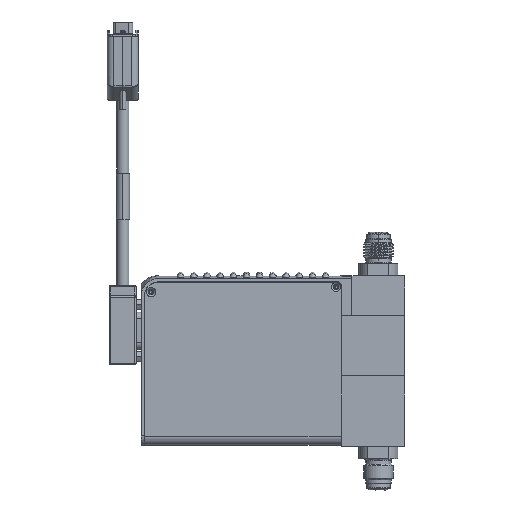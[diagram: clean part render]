
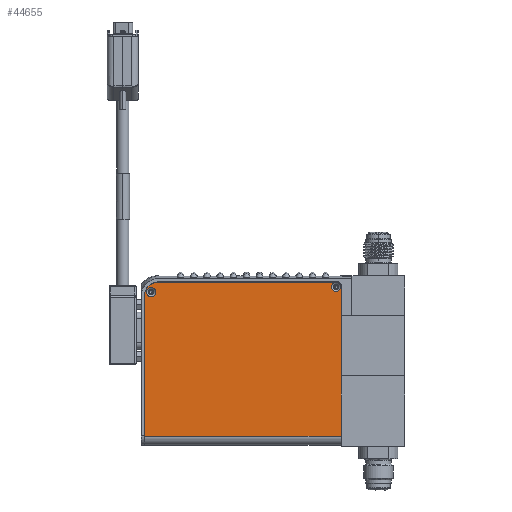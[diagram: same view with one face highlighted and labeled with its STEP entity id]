
A CAD part, left-side view. The second image highlights one B-rep face of the part: STEP entity #44655.
In plain terms, the highlighted planar face has unit normal (-1, 0, 0).
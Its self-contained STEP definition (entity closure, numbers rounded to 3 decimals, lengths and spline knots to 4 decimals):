
#41 = ORIENTED_EDGE ( 'NONE', *, *, #62569, .F. ) ;
#972 = ORIENTED_EDGE ( 'NONE', *, *, #21860, .T. ) ;
#2205 = EDGE_LOOP ( 'NONE', ( #972, #4328 ) ) ;
#2238 = ORIENTED_EDGE ( 'NONE', *, *, #60216, .F. ) ;
#2339 = VERTEX_POINT ( 'NONE', #44641 ) ;
#3761 = VERTEX_POINT ( 'NONE', #28150 ) ;
#4216 = EDGE_LOOP ( 'NONE', ( #46048, #67364 ) ) ;
#4314 = VERTEX_POINT ( 'NONE', #34496 ) ;
#4323 = ORIENTED_EDGE ( 'NONE', *, *, #14901, .F. ) ;
#4328 = ORIENTED_EDGE ( 'NONE', *, *, #71596, .T. ) ;
#5254 = CARTESIAN_POINT ( 'NONE',  ( -0.4027, 0.7761, -0.21 ) ) ;
#5422 = CARTESIAN_POINT ( 'NONE',  ( -0.4027, 0.7411, -0.122 ) ) ;
#7547 = DIRECTION ( 'NONE',  ( 0., 1., 0. ) ) ;
#8401 = CARTESIAN_POINT ( 'NONE',  ( -0.4027, 4.4091, -3.041 ) ) ;
#9442 = CARTESIAN_POINT ( 'NONE',  ( -0.4027, 4.4091, -3.041 ) ) ;
#9960 = FACE_OUTER_BOUND ( 'NONE', #47280, .T. ) ;
#10353 = DIRECTION ( 'NONE',  ( 1., 0., 0. ) ) ;
#12246 = DIRECTION ( 'NONE',  ( 1., 0., 0. ) ) ;
#13749 = CARTESIAN_POINT ( 'NONE',  ( -0.4027, 4.3661, -0.312 ) ) ;
#14112 = CIRCLE ( 'NONE', #74916, 0.27 ) ;
#14901 = EDGE_CURVE ( 'NONE', #50794, #2339, #68850, .T. ) ;
#18213 = EDGE_CURVE ( 'NONE', #43410, #72915, #74052, .T. ) ;
#19691 = DIRECTION ( 'NONE',  ( 1., 0., 0. ) ) ;
#19883 = DIRECTION ( 'NONE',  ( 0., 1., 0. ) ) ;
#21860 = EDGE_CURVE ( 'NONE', #34109, #31265, #49776, .T. ) ;
#21958 = ORIENTED_EDGE ( 'NONE', *, *, #72528, .F. ) ;
#23159 = DIRECTION ( 'NONE',  ( 1., 0., 0. ) ) ;
#26841 = CARTESIAN_POINT ( 'NONE',  ( -0.4027, 4.2801, -0.312 ) ) ;
#27667 = CARTESIAN_POINT ( 'NONE',  ( -0.4027, 4.4091, -0.122 ) ) ;
#27909 = DIRECTION ( 'NONE',  ( 0., 1., 0. ) ) ;
#28150 = CARTESIAN_POINT ( 'NONE',  ( -0.4027, 0.6781, -3.041 ) ) ;
#28179 = CIRCLE ( 'NONE', #70377, 0.086 ) ;
#28560 = AXIS2_PLACEMENT_3D ( 'NONE', #31927, #43554, #54840 ) ;
#28619 = FACE_BOUND ( 'NONE', #4216, .T. ) ;
#30154 = VECTOR ( 'NONE', #27909, 39.3701 ) ;
#31265 = VERTEX_POINT ( 'NONE', #43952 ) ;
#31414 = CARTESIAN_POINT ( 'NONE',  ( -0.4027, 4.4091, -0.392 ) ) ;
#31927 = CARTESIAN_POINT ( 'NONE',  ( -0.4027, 0.7761, -0.21 ) ) ;
#32028 = VECTOR ( 'NONE', #37922, 39.3701 ) ;
#34109 = VERTEX_POINT ( 'NONE', #13749 ) ;
#34496 = CARTESIAN_POINT ( 'NONE',  ( -0.4027, 4.1391, -0.122 ) ) ;
#34837 = AXIS2_PLACEMENT_3D ( 'NONE', #26841, #61410, #19883 ) ;
#35331 = AXIS2_PLACEMENT_3D ( 'NONE', #66219, #37831, #7547 ) ;
#35597 = EDGE_CURVE ( 'NONE', #65825, #61455, #56181, .T. ) ;
#36434 = VECTOR ( 'NONE', #43961, 39.3701 ) ;
#37831 = DIRECTION ( 'NONE',  ( 1., 0., 0. ) ) ;
#37922 = DIRECTION ( 'NONE',  ( 0., 0., 1. ) ) ;
#41757 = DIRECTION ( 'NONE',  ( 0., 1., 0. ) ) ;
#42442 = LINE ( 'NONE', #66153, #43982 ) ;
#43410 = VERTEX_POINT ( 'NONE', #70424 ) ;
#43554 = DIRECTION ( 'NONE',  ( 1., 0., 0. ) ) ;
#43952 = CARTESIAN_POINT ( 'NONE',  ( -0.4027, 4.1941, -0.312 ) ) ;
#43961 = DIRECTION ( 'NONE',  ( 0., -1., 0. ) ) ;
#43982 = VECTOR ( 'NONE', #60336, 39.3701 ) ;
#44641 = CARTESIAN_POINT ( 'NONE',  ( -0.4027, 0.6781, -0.185 ) ) ;
#44655 = ADVANCED_FACE ( 'NONE', ( #9960, #57367, #28619 ), #56982, .F. ) ;
#45677 = CARTESIAN_POINT ( 'NONE',  ( -0.4027, 4.4091, -3.041 ) ) ;
#46048 = ORIENTED_EDGE ( 'NONE', *, *, #75336, .T. ) ;
#46458 = DIRECTION ( 'NONE',  ( 0., 0., -1. ) ) ;
#47280 = EDGE_LOOP ( 'NONE', ( #4323, #41, #53140, #59725, #21958, #2238 ) ) ;
#49122 = DIRECTION ( 'NONE',  ( 0., 0., 1. ) ) ;
#49142 = CARTESIAN_POINT ( 'NONE',  ( -0.4027, 4.1391, -0.392 ) ) ;
#49776 = CIRCLE ( 'NONE', #34837, 0.086 ) ;
#50794 = VERTEX_POINT ( 'NONE', #5422 ) ;
#51693 = AXIS2_PLACEMENT_3D ( 'NONE', #5254, #23159, #49122 ) ;
#52319 = LINE ( 'NONE', #69448, #30154 ) ;
#53140 = ORIENTED_EDGE ( 'NONE', *, *, #55991, .F. ) ;
#54840 = DIRECTION ( 'NONE',  ( 0., 0., 1. ) ) ;
#55991 = EDGE_CURVE ( 'NONE', #61455, #4314, #14112, .T. ) ;
#56145 = CARTESIAN_POINT ( 'NONE',  ( -0.4027, 4.2801, -0.312 ) ) ;
#56181 = LINE ( 'NONE', #8401, #32028 ) ;
#56982 = PLANE ( 'NONE',  #62599 ) ;
#57180 = LINE ( 'NONE', #27667, #36434 ) ;
#57367 = FACE_BOUND ( 'NONE', #2205, .T. ) ;
#59725 = ORIENTED_EDGE ( 'NONE', *, *, #35597, .F. ) ;
#60216 = EDGE_CURVE ( 'NONE', #2339, #3761, #42442, .T. ) ;
#60336 = DIRECTION ( 'NONE',  ( 0., 0., -1. ) ) ;
#61410 = DIRECTION ( 'NONE',  ( 1., 0., 0. ) ) ;
#61455 = VERTEX_POINT ( 'NONE', #31414 ) ;
#62355 = CARTESIAN_POINT ( 'NONE',  ( -0.4027, 0.7761, -0.124 ) ) ;
#62569 = EDGE_CURVE ( 'NONE', #4314, #50794, #57180, .T. ) ;
#62599 = AXIS2_PLACEMENT_3D ( 'NONE', #45677, #10353, #46458 ) ;
#65825 = VERTEX_POINT ( 'NONE', #9442 ) ;
#66153 = CARTESIAN_POINT ( 'NONE',  ( -0.4027, 0.6781, -3.181 ) ) ;
#66219 = CARTESIAN_POINT ( 'NONE',  ( -0.4027, 0.7411, -0.185 ) ) ;
#66660 = DIRECTION ( 'NONE',  ( 0., 1., 0. ) ) ;
#67364 = ORIENTED_EDGE ( 'NONE', *, *, #18213, .T. ) ;
#68850 = CIRCLE ( 'NONE', #35331, 0.063 ) ;
#69448 = CARTESIAN_POINT ( 'NONE',  ( -0.4027, 4.4091, -3.041 ) ) ;
#70377 = AXIS2_PLACEMENT_3D ( 'NONE', #56145, #19691, #66660 ) ;
#70424 = CARTESIAN_POINT ( 'NONE',  ( -0.4027, 0.7761, -0.296 ) ) ;
#71596 = EDGE_CURVE ( 'NONE', #31265, #34109, #28179, .T. ) ;
#72528 = EDGE_CURVE ( 'NONE', #3761, #65825, #52319, .T. ) ;
#72915 = VERTEX_POINT ( 'NONE', #62355 ) ;
#73198 = CIRCLE ( 'NONE', #28560, 0.086 ) ;
#74052 = CIRCLE ( 'NONE', #51693, 0.086 ) ;
#74916 = AXIS2_PLACEMENT_3D ( 'NONE', #49142, #12246, #41757 ) ;
#75336 = EDGE_CURVE ( 'NONE', #72915, #43410, #73198, .T. ) ;
